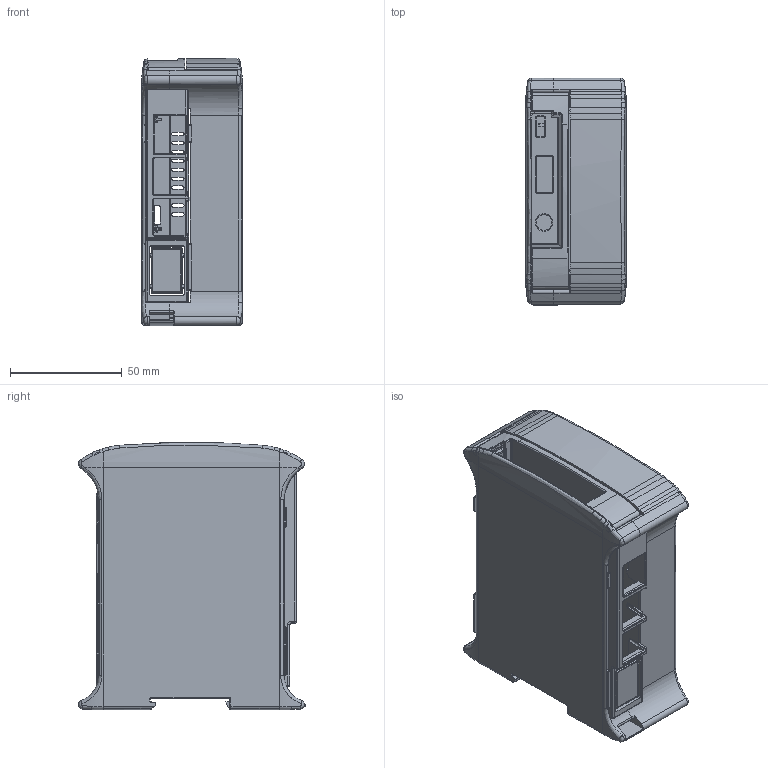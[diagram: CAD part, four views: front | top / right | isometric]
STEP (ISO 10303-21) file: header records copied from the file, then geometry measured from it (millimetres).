
FILE_DESCRIPTION(('STEP AP242'),'1');
FILE_NAME('10_0052450_rmb.stp','2021-01-22T09:56:15',('TraceParts'),('TraceParts S.A.'),'Spatial InterOp 3D',' ',' ');
FILE_SCHEMA(('AP242_MANAGED_MODEL_BASED_3D_ENGINEERING_MIM_LF {1 0 10303 442 1 1 4}'));
Length unit declared in the file: millimetre
Products named in the file (1): 10_0052450_rmb_1
Bounding box: 45 x 101.6 x 119.48 mm (x, y, z)
Volume: 87587.2 mm3; surface area: 85785.2 mm2
Topology: 7 solids, 7 shells, 2233 faces, 5991 edges, 3725 vertices
Faces by surface type: cylinder 1019, plane 700, bspline 182, torus 94, extrusion 92, sphere 81, cone 65
Entity records: 77678 total; most frequent: CARTESIAN_POINT 22664, ORIENTED_EDGE 11844, DIRECTION 10506, EDGE_CURVE 5922, VERTEX_POINT 3725, AXIS2_PLACEMENT_3D 3685, VECTOR 3136, LINE 3044
